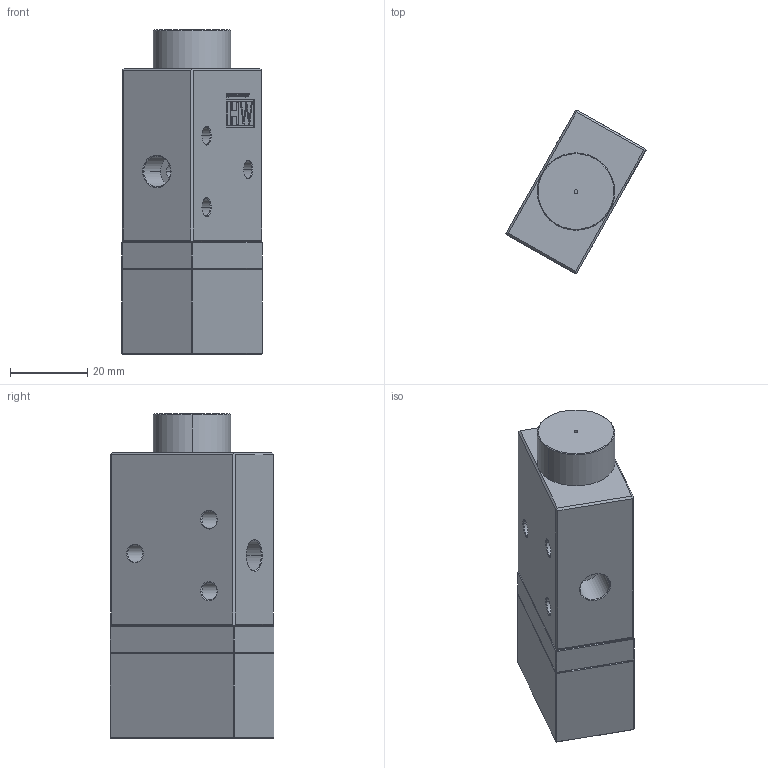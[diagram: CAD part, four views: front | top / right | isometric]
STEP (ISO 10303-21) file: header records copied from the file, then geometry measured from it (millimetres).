
FILE_DESCRIPTION (( 'STEP AP214' ), '1' );
FILE_NAME ('ァ諷概.STEP', '2024-01-21T03:19:21', ( '' ), ( '' ), 'SwSTEP 2.0', 'SolidWorks 2022', '' );
FILE_SCHEMA (( 'AUTOMOTIVE_DESIGN' ));
Length unit declared in the file: millimetre
Products named in the file (5): 隔板; 堵头; 气控阀; 导阀体; 阀体
Assembly tree (4 placements, depth 2):
  气控阀
    堵头
    阀体
    隔板
    导阀体
Bounding box: 36.27 x 42.35 x 83.85 mm (x, y, z)
Volume: 48871.8 mm3; surface area: 18473.5 mm2
Topology: 4 solids, 4 shells, 382 faces, 956 edges, 614 vertices
Faces by surface type: plane 260, bspline 62, cylinder 38, cone 22
Entity records: 15176 total; most frequent: CARTESIAN_POINT 5967, ORIENTED_EDGE 1912, DIRECTION 1572, EDGE_CURVE 956, LINE 734, VECTOR 734, VERTEX_POINT 614, EDGE_LOOP 436
